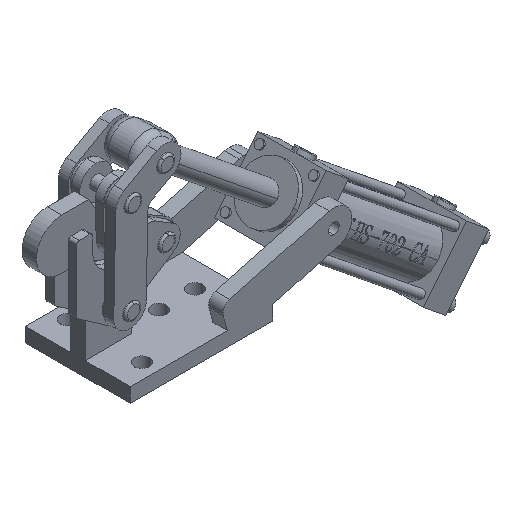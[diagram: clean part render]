
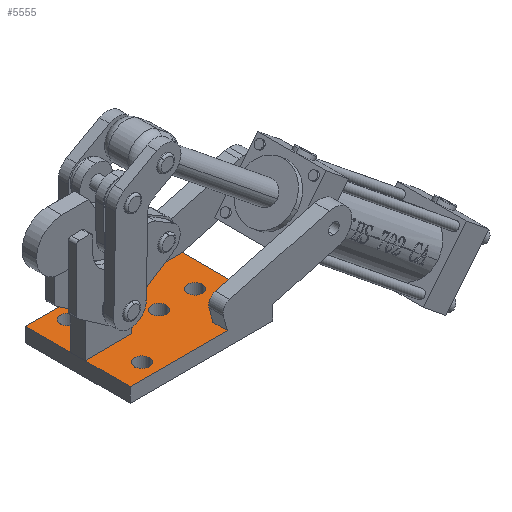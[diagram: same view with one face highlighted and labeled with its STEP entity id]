
A CAD part, isometric view. The second image highlights one B-rep face of the part: STEP entity #5555.
In plain terms, the highlighted planar face has unit normal (0, 0, 1).
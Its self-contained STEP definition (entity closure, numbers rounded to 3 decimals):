
#256 = EDGE_LOOP ( 'NONE', ( #14977, #14979 ) ) ;
#260 = EDGE_LOOP ( 'NONE', ( #14987, #14990 ) ) ;
#265 = EDGE_LOOP ( 'NONE', ( #24143, #24141 ) ) ;
#274 = EDGE_LOOP ( 'NONE', ( #14981, #14983 ) ) ;
#292 = EDGE_LOOP ( 'NONE', ( #24148, #24151, #24146, #24149, #24144, #24147, #24142, #24145 ) ) ;
#971 = VERTEX_POINT ( 'NONE', #17264 ) ;
#2538 = EDGE_CURVE ( 'NONE', #4491, #14375, #8563, .T. ) ;
#4491 = VERTEX_POINT ( 'NONE', #13452 ) ;
#4499 = VERTEX_POINT ( 'NONE', #13460 ) ;
#4502 = VERTEX_POINT ( 'NONE', #13463 ) ;
#4503 = VERTEX_POINT ( 'NONE', #13464 ) ;
#4506 = VERTEX_POINT ( 'NONE', #13466 ) ;
#4518 = VERTEX_POINT ( 'NONE', #13478 ) ;
#4519 = VERTEX_POINT ( 'NONE', #13479 ) ;
#4522 = VERTEX_POINT ( 'NONE', #13482 ) ;
#4524 = VERTEX_POINT ( 'NONE', #13484 ) ;
#4525 = VERTEX_POINT ( 'NONE', #13485 ) ;
#4526 = VERTEX_POINT ( 'NONE', #13486 ) ;
#4528 = VERTEX_POINT ( 'NONE', #13488 ) ;
#4533 = VERTEX_POINT ( 'NONE', #13493 ) ;
#5555 = ADVANCED_FACE ( 'NONE', ( #20338, #20346, #20342, #20340, #20344 ), #19536, .T. ) ;
#8563 = CIRCLE ( 'NONE', #14223, 4.25 ) ;
#10674 = CARTESIAN_POINT ( 'NONE',  ( 25.5, 0., 8. ) ) ;
#10676 = DIRECTION ( 'NONE',  ( 0., 0., 1. ) ) ;
#10678 = DIRECTION ( 'NONE',  ( 1., 0., 0. ) ) ;
#12243 = CARTESIAN_POINT ( 'NONE',  ( 14.372, 21., 8. ) ) ;
#12248 = CARTESIAN_POINT ( 'NONE',  ( 14.372, -21., 8. ) ) ;
#12251 = DIRECTION ( 'NONE',  ( 0., 1., 0. ) ) ;
#12253 = DIRECTION ( 'NONE',  ( 1., 0., 0. ) ) ;
#12254 = CARTESIAN_POINT ( 'NONE',  ( 14.372, 21., 8. ) ) ;
#12255 = DIRECTION ( 'NONE',  ( 1., 0., 0. ) ) ;
#12399 = CARTESIAN_POINT ( 'NONE',  ( -24.5, 20.5, 8. ) ) ;
#12400 = DIRECTION ( 'NONE',  ( 0., 0., 1. ) ) ;
#12401 = DIRECTION ( 'NONE',  ( 1., 0., 0. ) ) ;
#12508 = CARTESIAN_POINT ( 'NONE',  ( 39.5, 29., 8. ) ) ;
#12509 = DIRECTION ( 'NONE',  ( 0., 1., 0. ) ) ;
#12534 = CARTESIAN_POINT ( 'NONE',  ( -39.5, 29., 8. ) ) ;
#12541 = DIRECTION ( 'NONE',  ( 0., -1., 0. ) ) ;
#12545 = CARTESIAN_POINT ( 'NONE',  ( 14.372, -21., 8. ) ) ;
#12546 = DIRECTION ( 'NONE',  ( 0., -1., 0. ) ) ;
#13452 = CARTESIAN_POINT ( 'NONE',  ( 21.25, 0., 8. ) ) ;
#13460 = CARTESIAN_POINT ( 'NONE',  ( -28.75, 20.5, 8. ) ) ;
#13463 = CARTESIAN_POINT ( 'NONE',  ( -39.5, 29., 8. ) ) ;
#13464 = CARTESIAN_POINT ( 'NONE',  ( -28.75, -20.5, 8. ) ) ;
#13466 = CARTESIAN_POINT ( 'NONE',  ( -20.25, -20.5, 8. ) ) ;
#13478 = CARTESIAN_POINT ( 'NONE',  ( 39.5, 21., 8. ) ) ;
#13479 = CARTESIAN_POINT ( 'NONE',  ( 39.5, -21., 8. ) ) ;
#13482 = CARTESIAN_POINT ( 'NONE',  ( -20.25, 20.5, 8. ) ) ;
#13484 = CARTESIAN_POINT ( 'NONE',  ( 9.75, 0., 8. ) ) ;
#13485 = CARTESIAN_POINT ( 'NONE',  ( 14.372, 29., 8. ) ) ;
#13486 = CARTESIAN_POINT ( 'NONE',  ( -39.5, -29., 8. ) ) ;
#13488 = CARTESIAN_POINT ( 'NONE',  ( 14.372, -29., 8. ) ) ;
#13493 = CARTESIAN_POINT ( 'NONE',  ( 14.372, 21., 8. ) ) ;
#14223 = AXIS2_PLACEMENT_3D ( 'NONE', #10674, #10676, #10678 ) ;
#14375 = VERTEX_POINT ( 'NONE', #22321 ) ;
#14379 = VERTEX_POINT ( 'NONE', #22325 ) ;
#14977 = ORIENTED_EDGE ( 'NONE', *, *, #24992, .F. ) ;
#14979 = ORIENTED_EDGE ( 'NONE', *, *, #24903, .F. ) ;
#14981 = ORIENTED_EDGE ( 'NONE', *, *, #24983, .F. ) ;
#14983 = ORIENTED_EDGE ( 'NONE', *, *, #25006, .F. ) ;
#14987 = ORIENTED_EDGE ( 'NONE', *, *, #2538, .F. ) ;
#14990 = ORIENTED_EDGE ( 'NONE', *, *, #25002, .F. ) ;
#15222 = CARTESIAN_POINT ( 'NONE',  ( -39.5, -29., 8. ) ) ;
#15223 = DIRECTION ( 'NONE',  ( 1., 0., 0. ) ) ;
#15227 = DIRECTION ( 'NONE',  ( -1., 0., 0. ) ) ;
#15237 = CARTESIAN_POINT ( 'NONE',  ( -39.5, 29., 8. ) ) ;
#15238 = CARTESIAN_POINT ( 'NONE',  ( 5.5, 0., 8. ) ) ;
#15239 = DIRECTION ( 'NONE',  ( 0., 0., 1. ) ) ;
#15240 = DIRECTION ( 'NONE',  ( 1., 0., 0. ) ) ;
#15252 = CARTESIAN_POINT ( 'NONE',  ( -24.5, -20.5, 8. ) ) ;
#15253 = DIRECTION ( 'NONE',  ( 0., 0., 1. ) ) ;
#15254 = DIRECTION ( 'NONE',  ( 1., 0., 0. ) ) ;
#15263 = CARTESIAN_POINT ( 'NONE',  ( 5.5, 0., 8. ) ) ;
#15264 = DIRECTION ( 'NONE',  ( 0., 0., 1. ) ) ;
#15265 = DIRECTION ( 'NONE',  ( 1., 0., 0. ) ) ;
#15275 = CARTESIAN_POINT ( 'NONE',  ( -24.5, 20.5, 8. ) ) ;
#15276 = DIRECTION ( 'NONE',  ( 0., 0., 1. ) ) ;
#15277 = DIRECTION ( 'NONE',  ( 1., 0., 0. ) ) ;
#15299 = CARTESIAN_POINT ( 'NONE',  ( 25.5, 0., 8. ) ) ;
#15300 = DIRECTION ( 'NONE',  ( 0., 0., 1. ) ) ;
#15301 = DIRECTION ( 'NONE',  ( 1., 0., 0. ) ) ;
#15310 = CARTESIAN_POINT ( 'NONE',  ( -24.5, -20.5, 8. ) ) ;
#15311 = DIRECTION ( 'NONE',  ( 0., 0., 1. ) ) ;
#15312 = DIRECTION ( 'NONE',  ( 1., 0., 0. ) ) ;
#16392 = LINE ( 'NONE', #12243, #16402 ) ;
#16396 = LINE ( 'NONE', #12248, #16406 ) ;
#16402 = VECTOR ( 'NONE', #12251, 1000. ) ;
#16404 = LINE ( 'NONE', #12254, #16410 ) ;
#16406 = VECTOR ( 'NONE', #12253, 1000. ) ;
#16410 = VECTOR ( 'NONE', #12255, 1000. ) ;
#16500 = CIRCLE ( 'NONE', #24418, 4.25 ) ;
#16632 = LINE ( 'NONE', #12508, #16638 ) ;
#16638 = VECTOR ( 'NONE', #12509, 1000. ) ;
#16690 = LINE ( 'NONE', #12534, #16694 ) ;
#16694 = VECTOR ( 'NONE', #12541, 1000. ) ;
#16696 = LINE ( 'NONE', #12545, #16700 ) ;
#16698 = LINE ( 'NONE', #15237, #16720 ) ;
#16700 = VECTOR ( 'NONE', #12546, 1000. ) ;
#16711 = LINE ( 'NONE', #15222, #16713 ) ;
#16713 = VECTOR ( 'NONE', #15223, 1000. ) ;
#16716 = CIRCLE ( 'NONE', #24440, 4.25 ) ;
#16720 = VECTOR ( 'NONE', #15227, 1000. ) ;
#16727 = CIRCLE ( 'NONE', #24441, 4.25 ) ;
#16734 = CIRCLE ( 'NONE', #24443, 4.25 ) ;
#16743 = CIRCLE ( 'NONE', #24445, 4.25 ) ;
#16757 = CIRCLE ( 'NONE', #24449, 4.25 ) ;
#16762 = CIRCLE ( 'NONE', #24450, 4.25 ) ;
#17264 = CARTESIAN_POINT ( 'NONE',  ( 1.25, 0., 8. ) ) ;
#19532 = DIRECTION ( 'NONE',  ( 0., 0., 1. ) ) ;
#19536 = PLANE ( 'NONE',  #24284 ) ;
#19539 = CARTESIAN_POINT ( 'NONE',  ( 0., 0., 8. ) ) ;
#19543 = DIRECTION ( 'NONE',  ( 1., 0., 0. ) ) ;
#20338 = FACE_OUTER_BOUND ( 'NONE', #292, .T. ) ;
#20340 = FACE_BOUND ( 'NONE', #274, .T. ) ;
#20342 = FACE_BOUND ( 'NONE', #256, .T. ) ;
#20344 = FACE_BOUND ( 'NONE', #260, .T. ) ;
#20346 = FACE_BOUND ( 'NONE', #265, .T. ) ;
#22321 = CARTESIAN_POINT ( 'NONE',  ( 29.75, 0., 8. ) ) ;
#22325 = CARTESIAN_POINT ( 'NONE',  ( 14.372, -21., 8. ) ) ;
#24141 = ORIENTED_EDGE ( 'NONE', *, *, #24976, .F. ) ;
#24142 = ORIENTED_EDGE ( 'NONE', *, *, #24869, .T. ) ;
#24143 = ORIENTED_EDGE ( 'NONE', *, *, #24987, .F. ) ;
#24144 = ORIENTED_EDGE ( 'NONE', *, *, #24973, .T. ) ;
#24145 = ORIENTED_EDGE ( 'NONE', *, *, #24945, .T. ) ;
#24146 = ORIENTED_EDGE ( 'NONE', *, *, #24977, .T. ) ;
#24147 = ORIENTED_EDGE ( 'NONE', *, *, #24964, .F. ) ;
#24148 = ORIENTED_EDGE ( 'NONE', *, *, #24870, .F. ) ;
#24149 = ORIENTED_EDGE ( 'NONE', *, *, #24962, .T. ) ;
#24151 = ORIENTED_EDGE ( 'NONE', *, *, #24868, .T. ) ;
#24284 = AXIS2_PLACEMENT_3D ( 'NONE', #19539, #19532, #19543 ) ;
#24418 = AXIS2_PLACEMENT_3D ( 'NONE', #12399, #12400, #12401 ) ;
#24440 = AXIS2_PLACEMENT_3D ( 'NONE', #15238, #15239, #15240 ) ;
#24441 = AXIS2_PLACEMENT_3D ( 'NONE', #15252, #15253, #15254 ) ;
#24443 = AXIS2_PLACEMENT_3D ( 'NONE', #15263, #15264, #15265 ) ;
#24445 = AXIS2_PLACEMENT_3D ( 'NONE', #15275, #15276, #15277 ) ;
#24449 = AXIS2_PLACEMENT_3D ( 'NONE', #15299, #15300, #15301 ) ;
#24450 = AXIS2_PLACEMENT_3D ( 'NONE', #15310, #15311, #15312 ) ;
#24868 = EDGE_CURVE ( 'NONE', #4533, #4525, #16392, .T. ) ;
#24869 = EDGE_CURVE ( 'NONE', #14379, #4519, #16396, .T. ) ;
#24870 = EDGE_CURVE ( 'NONE', #4533, #4518, #16404, .T. ) ;
#24903 = EDGE_CURVE ( 'NONE', #4522, #4499, #16500, .T. ) ;
#24945 = EDGE_CURVE ( 'NONE', #4519, #4518, #16632, .T. ) ;
#24962 = EDGE_CURVE ( 'NONE', #4502, #4526, #16690, .T. ) ;
#24964 = EDGE_CURVE ( 'NONE', #14379, #4528, #16696, .T. ) ;
#24973 = EDGE_CURVE ( 'NONE', #4526, #4528, #16711, .T. ) ;
#24976 = EDGE_CURVE ( 'NONE', #4524, #971, #16716, .T. ) ;
#24977 = EDGE_CURVE ( 'NONE', #4525, #4502, #16698, .T. ) ;
#24983 = EDGE_CURVE ( 'NONE', #4503, #4506, #16727, .T. ) ;
#24987 = EDGE_CURVE ( 'NONE', #971, #4524, #16734, .T. ) ;
#24992 = EDGE_CURVE ( 'NONE', #4499, #4522, #16743, .T. ) ;
#25002 = EDGE_CURVE ( 'NONE', #14375, #4491, #16757, .T. ) ;
#25006 = EDGE_CURVE ( 'NONE', #4506, #4503, #16762, .T. ) ;
